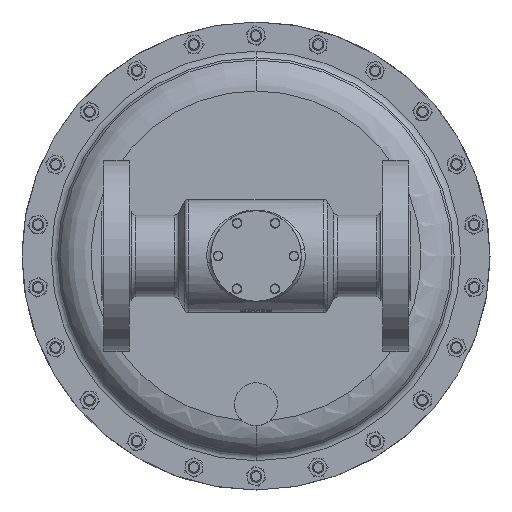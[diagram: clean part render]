
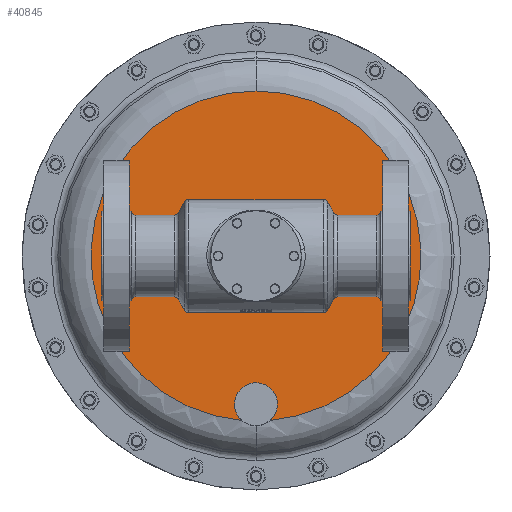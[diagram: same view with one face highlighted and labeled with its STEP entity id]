
A CAD part, front view. The second image highlights one B-rep face of the part: STEP entity #40845.
In plain terms, the highlighted planar face has unit normal (0, -1, 0).
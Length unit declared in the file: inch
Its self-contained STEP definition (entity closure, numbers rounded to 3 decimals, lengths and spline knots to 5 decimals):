
#1193 = CARTESIAN_POINT ( 'NONE',  ( 3.64194, 10.44054, 7.30683 ) ) ;
#2015 = CARTESIAN_POINT ( 'NONE',  ( 4.09124, 10.44054, 2.03645 ) ) ;
#2638 = FACE_OUTER_BOUND ( 'NONE', #13474, .T. ) ;
#3048 = ORIENTED_EDGE ( 'NONE', *, *, #40114, .F. ) ;
#3896 = DIRECTION ( 'NONE',  ( 0., 0., -1. ) ) ;
#3942 = EDGE_CURVE ( 'NONE', #26392, #36048, #54315, .T. ) ;
#4371 = CIRCLE ( 'NONE', #49308, 5.28949 ) ;
#5596 = EDGE_CURVE ( 'NONE', #31452, #58191, #28540, .T. ) ;
#5723 = DIRECTION ( 'NONE',  ( 0., 0., -1. ) ) ;
#6328 = AXIS2_PLACEMENT_3D ( 'NONE', #44553, #31158, #3896 ) ;
#6385 = ORIENTED_EDGE ( 'NONE', *, *, #3942, .F. ) ;
#8917 = ORIENTED_EDGE ( 'NONE', *, *, #47225, .T. ) ;
#9035 = VERTEX_POINT ( 'NONE', #2015 ) ;
#9672 = CIRCLE ( 'NONE', #48681, 0.875 ) ;
#10329 = CIRCLE ( 'NONE', #32565, 0.6875 ) ;
#11959 = ORIENTED_EDGE ( 'NONE', *, *, #5596, .T. ) ;
#12649 = CARTESIAN_POINT ( 'NONE',  ( 3.64194, 10.44054, 2.55683 ) ) ;
#13072 = CARTESIAN_POINT ( 'NONE',  ( 3.64194, 10.44054, 7.30683 ) ) ;
#13474 = EDGE_LOOP ( 'NONE', ( #8917, #11959, #3048, #37103, #45393 ) ) ;
#13992 = CARTESIAN_POINT ( 'NONE',  ( 3.64194, 10.44054, 12.59632 ) ) ;
#14643 = FACE_BOUND ( 'NONE', #57652, .T. ) ;
#15496 = CARTESIAN_POINT ( 'NONE',  ( 4.3287, 10.44054, 2.52491 ) ) ;
#17222 = DIRECTION ( 'NONE',  ( -0.999, 0., 0.046 ) ) ;
#17648 = DIRECTION ( 'NONE',  ( 0., 0., -1. ) ) ;
#17664 = AXIS2_PLACEMENT_3D ( 'NONE', #22210, #54260, #26817 ) ;
#20126 = CARTESIAN_POINT ( 'NONE',  ( 2.95519, 10.44054, 2.58875 ) ) ;
#22210 = CARTESIAN_POINT ( 'NONE',  ( 3.64194, 10.44054, 2.55683 ) ) ;
#22349 = DIRECTION ( 'NONE',  ( 0., -1., 0. ) ) ;
#24080 = AXIS2_PLACEMENT_3D ( 'NONE', #12649, #44597, #17222 ) ;
#24195 = DIRECTION ( 'NONE',  ( 0., -1., 0. ) ) ;
#24933 = CARTESIAN_POINT ( 'NONE',  ( 3.64194, 10.44054, 2.55683 ) ) ;
#26392 = VERTEX_POINT ( 'NONE', #32721 ) ;
#26817 = DIRECTION ( 'NONE',  ( -0.999, 0., 0.046 ) ) ;
#28540 = CIRCLE ( 'NONE', #34644, 5.28949 ) ;
#29539 = DIRECTION ( 'NONE',  ( -0.999, 0., 0.046 ) ) ;
#31158 = DIRECTION ( 'NONE',  ( 0., -1., 0. ) ) ;
#31452 = VERTEX_POINT ( 'NONE', #13992 ) ;
#32565 = AXIS2_PLACEMENT_3D ( 'NONE', #24933, #56967, #29539 ) ;
#32721 = CARTESIAN_POINT ( 'NONE',  ( 3.20444, 10.44054, 8.0646 ) ) ;
#33017 = DIRECTION ( 'NONE',  ( 0., -1., 0. ) ) ;
#33079 = AXIS2_PLACEMENT_3D ( 'NONE', #49764, #22349, #54402 ) ;
#34644 = AXIS2_PLACEMENT_3D ( 'NONE', #13072, #45036, #17648 ) ;
#35068 = ORIENTED_EDGE ( 'NONE', *, *, #39060, .F. ) ;
#35456 = EDGE_CURVE ( 'NONE', #52708, #52177, #57809, .T. ) ;
#36048 = VERTEX_POINT ( 'NONE', #55956 ) ;
#37103 = ORIENTED_EDGE ( 'NONE', *, *, #35456, .F. ) ;
#39060 = EDGE_CURVE ( 'NONE', #36048, #26392, #9672, .T. ) ;
#39863 = CARTESIAN_POINT ( 'NONE',  ( 3.19265, 10.44054, 2.03645 ) ) ;
#40114 = EDGE_CURVE ( 'NONE', #52177, #58191, #41778, .T. ) ;
#40845 = ADVANCED_FACE ( 'NONE', ( #14643, #2638 ), #44751, .T. ) ;
#41778 = CIRCLE ( 'NONE', #17664, 0.6875 ) ;
#44553 = CARTESIAN_POINT ( 'NONE',  ( 3.64194, 10.44054, 7.30683 ) ) ;
#44597 = DIRECTION ( 'NONE',  ( 0., -1., 0. ) ) ;
#44751 = PLANE ( 'NONE',  #6328 ) ;
#45036 = DIRECTION ( 'NONE',  ( 0., -1., 0. ) ) ;
#45393 = ORIENTED_EDGE ( 'NONE', *, *, #52187, .F. ) ;
#47225 = EDGE_CURVE ( 'NONE', #9035, #31452, #4371, .T. ) ;
#48681 = AXIS2_PLACEMENT_3D ( 'NONE', #51605, #24195, #56239 ) ;
#49308 = AXIS2_PLACEMENT_3D ( 'NONE', #1193, #33017, #5723 ) ;
#49764 = CARTESIAN_POINT ( 'NONE',  ( 3.64194, 10.44054, 7.30683 ) ) ;
#51605 = CARTESIAN_POINT ( 'NONE',  ( 3.64194, 10.44054, 7.30683 ) ) ;
#52177 = VERTEX_POINT ( 'NONE', #20126 ) ;
#52187 = EDGE_CURVE ( 'NONE', #9035, #52708, #10329, .T. ) ;
#52708 = VERTEX_POINT ( 'NONE', #15496 ) ;
#54260 = DIRECTION ( 'NONE',  ( 0., -1., 0. ) ) ;
#54315 = CIRCLE ( 'NONE', #33079, 0.875 ) ;
#54402 = DIRECTION ( 'NONE',  ( 0.5, 0., -0.866 ) ) ;
#55956 = CARTESIAN_POINT ( 'NONE',  ( 4.07944, 10.44054, 6.54906 ) ) ;
#56239 = DIRECTION ( 'NONE',  ( 0.5, 0., -0.866 ) ) ;
#56967 = DIRECTION ( 'NONE',  ( 0., -1., 0. ) ) ;
#57652 = EDGE_LOOP ( 'NONE', ( #35068, #6385 ) ) ;
#57809 = CIRCLE ( 'NONE', #24080, 0.6875 ) ;
#58191 = VERTEX_POINT ( 'NONE', #39863 ) ;
